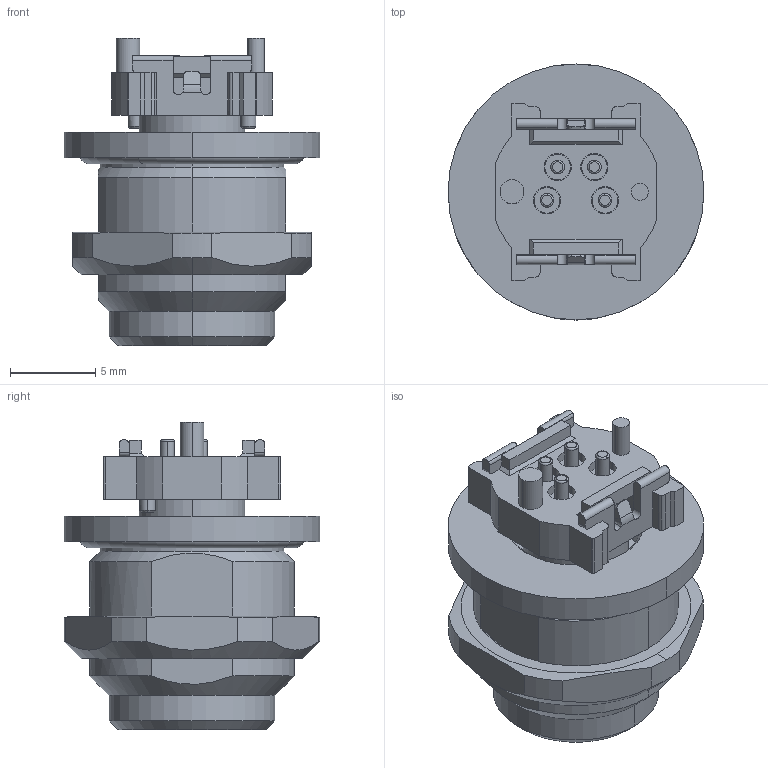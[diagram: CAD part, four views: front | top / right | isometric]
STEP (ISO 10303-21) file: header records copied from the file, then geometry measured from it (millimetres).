
FILE_DESCRIPTION(('CATIA V5R24 STEP','CAx-IF Rec.Pracs.--- Model Styling and Organization---1.2---2011-12-15'),'2;1');
FILE_NAME ('D1461801_1_2422380000_2422380000.stp','2017-08-29T11:57:12+00:00',('none'),('Weidmueller'),'CATIA Version 5-6 Release 2014 SP4 HF52','CATIA V5 STEP AP214','none');
FILE_SCHEMA(('AUTOMOTIVE_DESIGN { 1 0 10303 214 1 1 1 1 }'));
Length unit declared in the file: millimetre
Products named in the file (1): 2422380000
Bounding box: 15 x 15 x 18 mm (x, y, z)
Volume: 1554.3 mm3; surface area: 2167.1 mm2
Topology: 5 solids, 5 shells, 340 faces, 872 edges, 563 vertices
Faces by surface type: plane 141, cylinder 139, cone 32, torus 24, bspline 4
Entity records: 11476 total; most frequent: CARTESIAN_POINT 3551, ORIENTED_EDGE 1728, DIRECTION 1373, EDGE_CURVE 864, AXIS2_PLACEMENT_3D 611, VERTEX_POINT 559, VECTOR 442, LINE 442
